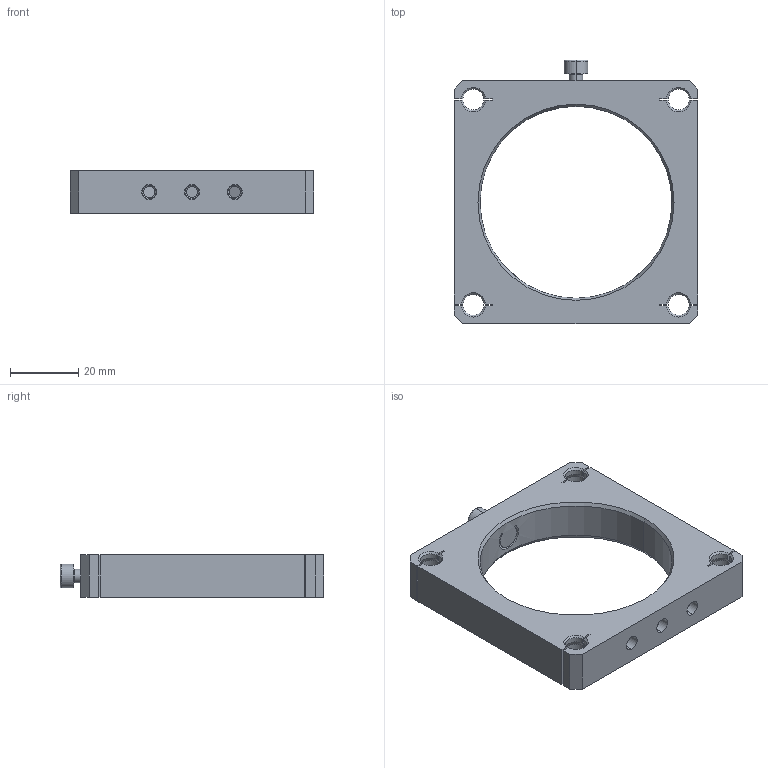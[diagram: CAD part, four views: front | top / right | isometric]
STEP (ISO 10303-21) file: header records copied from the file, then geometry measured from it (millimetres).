
FILE_DESCRIPTION (( 'STEP AP214' ), '1' );
FILE_NAME ('THR-120-020-010_00.STEP', '2025-01-15T01:22:01', ( '' ), ( '' ), 'SwSTEP 2.0', 'SolidWorks 2022', '' );
FILE_SCHEMA (( 'AUTOMOTIVE_DESIGN' ));
Length unit declared in the file: millimetre
Products named in the file (4): THR-120-010-110_00; hex nut style 1 gradeab_din_Hexagon Nut ISO 4032 - M4 - D - N; socket head cap screw_din_DIN 912 M4 x 8 --- 8N; THR-120-020-010_00
Assembly tree (5 placements, depth 2):
  THR-120-020-010_00
    THR-120-010-110_00
    socket head cap screw_din_DIN 912 M4 x 8 --- 8N
    hex nut style 1 gradeab_din_Hexagon Nut ISO 4032 - M4 - D - N  x3
Bounding box: 71.1 x 77.1 x 12.5 mm (x, y, z)
Volume: 29668.6 mm3; surface area: 13309.8 mm2
Topology: 5 solids, 5 shells, 247 faces, 620 edges, 387 vertices
Faces by surface type: plane 98, cone 92, cylinder 53, torus 4
Entity records: 6238 total; most frequent: CARTESIAN_POINT 1455, ORIENTED_EDGE 996, DIRECTION 940, EDGE_CURVE 498, AXIS2_PLACEMENT_3D 348, VERTEX_POINT 319, VECTOR 244, LINE 244
